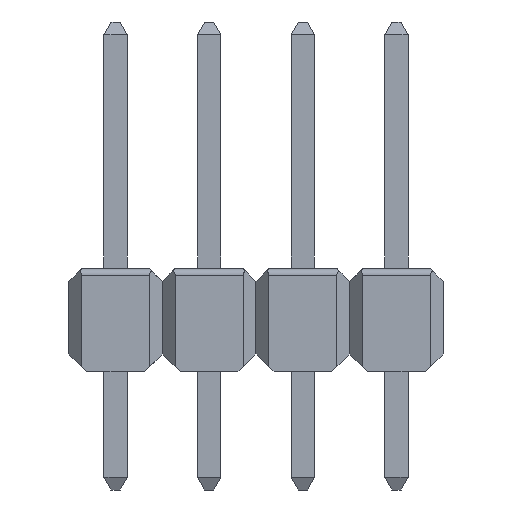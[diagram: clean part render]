
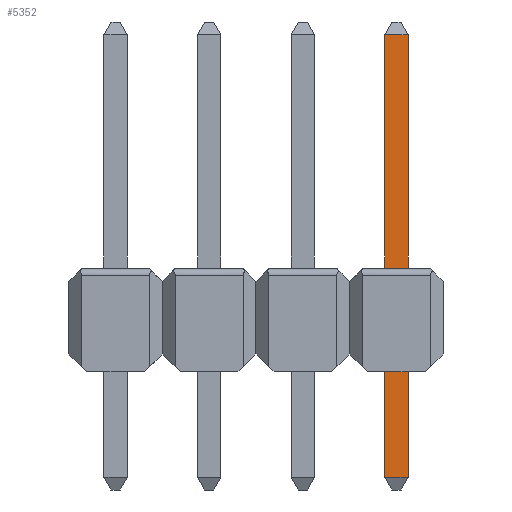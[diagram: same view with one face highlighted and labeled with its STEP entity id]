
A CAD part, front view. The second image highlights one B-rep face of the part: STEP entity #5352.
In plain terms, the highlighted planar face has unit normal (0, -1, 0).
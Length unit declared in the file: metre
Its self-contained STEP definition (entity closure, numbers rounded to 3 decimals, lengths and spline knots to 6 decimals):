
#1434=ORIENTED_EDGE('',*,*,#2270,.F.);
#1435=ORIENTED_EDGE('',*,*,#2271,.F.);
#1436=ORIENTED_EDGE('',*,*,#2272,.F.);
#1437=ORIENTED_EDGE('',*,*,#2273,.F.);
#2270=EDGE_CURVE('',#2786,#2787,#3438,.T.);
#2271=EDGE_CURVE('',#2788,#2786,#3439,.T.);
#2272=EDGE_CURVE('',#2789,#2788,#3440,.T.);
#2273=EDGE_CURVE('',#2787,#2789,#3441,.T.);
#2786=VERTEX_POINT('',#8886);
#2787=VERTEX_POINT('',#8887);
#2788=VERTEX_POINT('',#8889);
#2789=VERTEX_POINT('',#8891);
#3438=LINE('',#8885,#4126);
#3439=LINE('',#8888,#4127);
#3440=LINE('',#8890,#4128);
#3441=LINE('',#8892,#4129);
#4126=VECTOR('',#6998,1.);
#4127=VECTOR('',#6999,1.);
#4128=VECTOR('',#7000,1.);
#4129=VECTOR('',#7001,1.);
#4476=EDGE_LOOP('',(#1434,#1435,#1436,#1437));
#4784=FACE_BOUND('',#4476,.T.);
#5060=PLANE('',#5820);
#5352=ADVANCED_FACE('',(#4784),#5060,.T.);
#5820=AXIS2_PLACEMENT_3D('',#8884,#6996,#6997);
#6996=DIRECTION('',(0.,-1.,0.));
#6997=DIRECTION('',(0.,0.,-1.));
#6998=DIRECTION('',(0.,0.,1.));
#6999=DIRECTION('',(-1.,0.,0.));
#7000=DIRECTION('',(0.,0.,-1.));
#7001=DIRECTION('',(1.,0.,0.));
#8884=CARTESIAN_POINT('',(0.007295,-0.000315,0.009326));
#8885=CARTESIAN_POINT('',(0.007305,-0.000315,0.003148));
#8886=CARTESIAN_POINT('',(0.007305,-0.000315,-0.00286));
#8887=CARTESIAN_POINT('',(0.007305,-0.000315,0.009156));
#8888=CARTESIAN_POINT('',(0.00762,-0.000315,-0.00286));
#8889=CARTESIAN_POINT('',(0.007935,-0.000315,-0.00286));
#8890=CARTESIAN_POINT('',(0.007935,-0.000315,0.003148));
#8891=CARTESIAN_POINT('',(0.007935,-0.000315,0.009156));
#8892=CARTESIAN_POINT('',(0.00762,-0.000315,0.009156));
